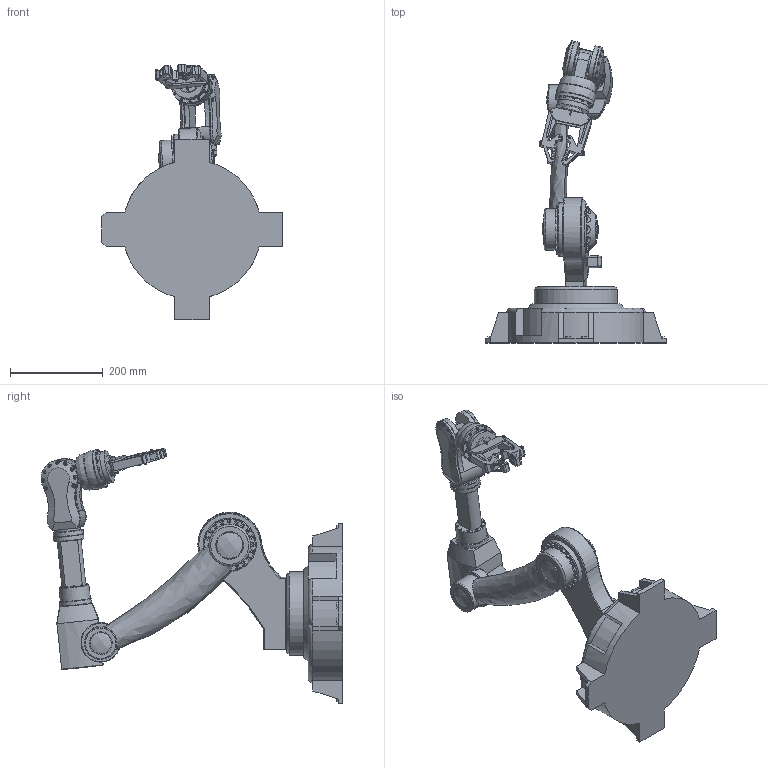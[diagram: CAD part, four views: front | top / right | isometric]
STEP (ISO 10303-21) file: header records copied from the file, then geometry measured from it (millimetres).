
FILE_DESCRIPTION(/* description */ (''),/* implementation_level */ '2;1');
FILE_NAME(/* name */ 'Robot Arm.stp',/* time_stamp */ '2025-01-31T12:49:18-05:00',/* author */ ('sara_'),/* organization */ (''),/* preprocessor_version */ 'ST-DEVELOPER v19.2',/* originating_system */ 'Autodesk Inventor 2024',/* authorisation */ '');
FILE_SCHEMA (('AUTOMOTIVE_DESIGN { 1 0 10303 214 3 1 1 }'));
Length unit declared in the file: millimetre
Products named in the file (9): Robot Arm; BASE; LINK 1; link 2; LINK 3; link end 2; link 4; LINK END 1; END EFFECTOR
Assembly tree (9 placements, depth 2):
  Robot Arm
    BASE
    LINK 1
    link 2
    LINK 3
    link end 2
    link 4
    LINK END 1
    END EFFECTOR  x2
Bounding box: 390.47 x 652.62 x 552.65 mm (x, y, z)
Volume: 11699534.9 mm3; surface area: 787671 mm2
Topology: 9 solids, 9 shells, 1576 faces, 3930 edges, 2581 vertices
Faces by surface type: plane 1344, cylinder 192, bspline 19, torus 17, cone 4
Full cylindrical faces by diameter (mm): 2.5 x8, 3 x6, 3.5 x8, 13 x1, 30 x14, 40 x2, 42 x1, 46 x2, 50 x1, 55 x1, 56 x1, 60 x1, 63 x1, 65 x3, 69 x1, 70 x3, 79 x1, 82.5 x1, 84 x1, 85 x1, 90 x1, 100 x1, 180 x1
Entity records: 49413 total; most frequent: CARTESIAN_POINT 12963, ORIENTED_EDGE 7494, DIRECTION 7041, EDGE_CURVE 3747, LINE 3195, VECTOR 3195, VERTEX_POINT 2459, AXIS2_PLACEMENT_3D 1923
